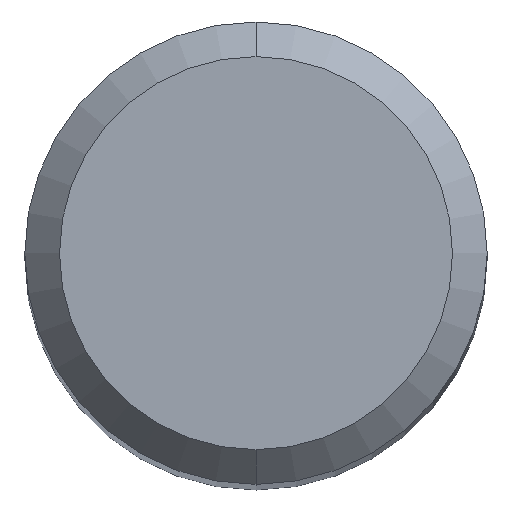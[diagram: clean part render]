
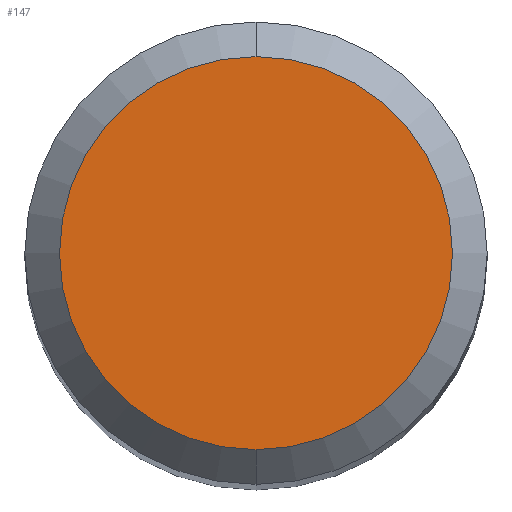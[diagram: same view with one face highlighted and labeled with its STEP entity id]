
A CAD part, top view. The second image highlights one B-rep face of the part: STEP entity #147.
In plain terms, the highlighted planar face has unit normal (0, 0, 1).
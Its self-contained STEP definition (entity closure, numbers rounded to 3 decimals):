
#99=EDGE_CURVE('',#131,#143,#246,.T.);
#125=EDGE_CURVE('',#143,#131,#276,.T.);
#131=VERTEX_POINT('',#282);
#143=VERTEX_POINT('',#294);
#147=ADVANCED_FACE('',(#298),#299,.T.);
#246=CIRCLE('',#402,1.7);
#276=CIRCLE('',#439,1.7);
#282=CARTESIAN_POINT('',(0.,-1.7,0.0));
#294=CARTESIAN_POINT('',(0.0,1.7,0.0));
#298=FACE_OUTER_BOUND('',#470,.T.);
#299=PLANE('',#471);
#402=AXIS2_PLACEMENT_3D('',#581,#582,#583);
#439=AXIS2_PLACEMENT_3D('',#628,#629,#630);
#470=EDGE_LOOP('',(#648,#649));
#471=AXIS2_PLACEMENT_3D('',#650,#651,#652);
#581=CARTESIAN_POINT('',(0.0,0.0,0.0));
#582=DIRECTION('',(0.0,0.0,-1.0));
#583=DIRECTION('',(0.0,1.0,0.0));
#628=CARTESIAN_POINT('',(0.0,0.0,0.0));
#629=DIRECTION('',(0.0,0.0,-1.0));
#630=DIRECTION('',(0.0,1.0,0.0));
#648=ORIENTED_EDGE('',*,*,#125,.F.);
#649=ORIENTED_EDGE('',*,*,#99,.F.);
#650=CARTESIAN_POINT('',(0.0,0.85,0.0));
#651=DIRECTION('',(-0.0,0.0,1.0));
#652=DIRECTION('',(0.0,-1.0,0.0));
